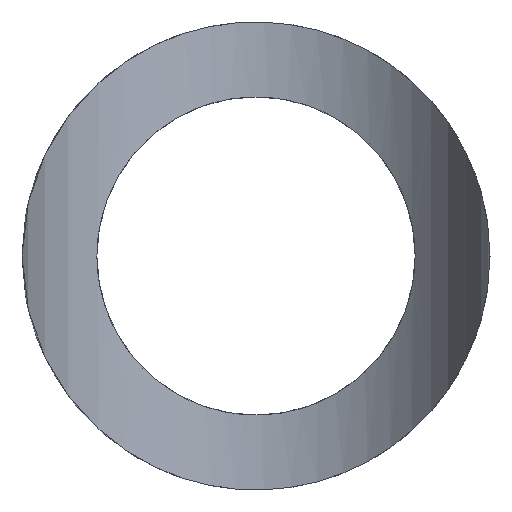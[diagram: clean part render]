
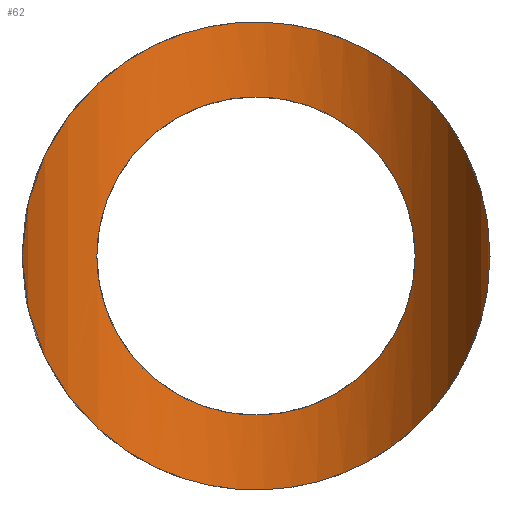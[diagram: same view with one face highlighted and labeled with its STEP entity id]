
A CAD part, left-side view. The second image highlights one B-rep face of the part: STEP entity #62.
In plain terms, the highlighted cylindrical face has radius 9.525 mm (diameter 19.05 mm), a partial arc.
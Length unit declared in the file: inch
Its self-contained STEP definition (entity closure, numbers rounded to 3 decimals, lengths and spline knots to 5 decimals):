
#15=B_SPLINE_CURVE_WITH_KNOTS('',3,(#111,#112,#113,#114,#115,#116,#117,
#118,#119,#120,#121,#122,#123,#124,#125,#126,#127,#128,#129,#130,#131,#132,
#133,#134,#135,#136,#137,#138,#139,#140,#141,#142,#143,#144),
 .UNSPECIFIED.,.T.,.F.,(4,2,2,2,2,2,2,2,2,2,2,2,2,2,2,2,4),(0.,0.25626,
0.51251,0.76564,1.01877,1.2719,1.52502,
1.78128,2.03754,2.2938,2.55005,2.80318,
3.05631,3.30943,3.56256,3.81882,4.07508),
 .UNSPECIFIED.);
#16=ELLIPSE('',#76,0.53033,0.375);
#17=ELLIPSE('',#77,0.53033,0.375);
#19=CYLINDRICAL_SURFACE('',#78,0.375);
#23=FACE_BOUND('',#34,.T.);
#27=FACE_OUTER_BOUND('',#33,.T.);
#33=EDGE_LOOP('',(#54,#55));
#34=EDGE_LOOP('',(#56));
#41=VERTEX_POINT('',#105);
#42=VERTEX_POINT('',#106);
#43=VERTEX_POINT('',#110);
#46=EDGE_CURVE('',#41,#42,#16,.T.);
#47=EDGE_CURVE('',#41,#42,#17,.T.);
#48=EDGE_CURVE('',#43,#43,#15,.T.);
#54=ORIENTED_EDGE('',*,*,#46,.T.);
#55=ORIENTED_EDGE('',*,*,#47,.F.);
#56=ORIENTED_EDGE('',*,*,#48,.T.);
#62=ADVANCED_FACE('',(#27,#23),#19,.F.);
#76=AXIS2_PLACEMENT_3D('',#107,#90,#91);
#77=AXIS2_PLACEMENT_3D('',#108,#92,#93);
#78=AXIS2_PLACEMENT_3D('',#109,#94,#95);
#90=DIRECTION('center_axis',(-0.707,0.,-0.707));
#91=DIRECTION('ref_axis',(0.707,0.,-0.707));
#92=DIRECTION('center_axis',(0.707,0.,-0.707));
#93=DIRECTION('ref_axis',(0.707,0.,0.707));
#94=DIRECTION('center_axis',(0.,0.,1.));
#95=DIRECTION('ref_axis',(0.,-1.,0.));
#105=CARTESIAN_POINT('',(-16.375,0.375,0.));
#106=CARTESIAN_POINT('',(-16.375,-0.375,0.));
#107=CARTESIAN_POINT('Origin',(-16.375,0.,0.));
#108=CARTESIAN_POINT('Origin',(-16.375,0.,0.));
#109=CARTESIAN_POINT('Origin',(-16.375,0.,-2.691));
#110=CARTESIAN_POINT('',(-16.10005,0.255,0.));
#111=CARTESIAN_POINT('Ctrl Pts',(-16.10005,0.255,0.));
#112=CARTESIAN_POINT('Ctrl Pts',(-16.10005,0.255,0.03363));
#113=CARTESIAN_POINT('Ctrl Pts',(-16.09325,0.24805,0.06809));
#114=CARTESIAN_POINT('Ctrl Pts',(-16.07216,0.2218,0.13026));
#115=CARTESIAN_POINT('Ctrl Pts',(-16.05835,0.20248,0.15814));
#116=CARTESIAN_POINT('Ctrl Pts',(-16.03419,0.15841,0.20221));
#117=CARTESIAN_POINT('Ctrl Pts',(-16.02194,0.13048,0.22171));
#118=CARTESIAN_POINT('Ctrl Pts',(-16.00478,0.06791,0.24812));
#119=CARTESIAN_POINT('Ctrl Pts',(-16.,0.03322,0.255));
#120=CARTESIAN_POINT('Ctrl Pts',(-16.,-0.03322,0.255));
#121=CARTESIAN_POINT('Ctrl Pts',(-16.00478,-0.06791,
0.24812));
#122=CARTESIAN_POINT('Ctrl Pts',(-16.02194,-0.13048,0.22171));
#123=CARTESIAN_POINT('Ctrl Pts',(-16.03419,-0.15841,0.20221));
#124=CARTESIAN_POINT('Ctrl Pts',(-16.05835,-0.20248,0.15814));
#125=CARTESIAN_POINT('Ctrl Pts',(-16.07216,-0.2218,0.13026));
#126=CARTESIAN_POINT('Ctrl Pts',(-16.09325,-0.24805,0.06809));
#127=CARTESIAN_POINT('Ctrl Pts',(-16.10005,-0.255,0.03363));
#128=CARTESIAN_POINT('Ctrl Pts',(-16.10005,-0.255,-0.03363));
#129=CARTESIAN_POINT('Ctrl Pts',(-16.09325,-0.24805,-0.06809));
#130=CARTESIAN_POINT('Ctrl Pts',(-16.07216,-0.2218,-0.13026));
#131=CARTESIAN_POINT('Ctrl Pts',(-16.05835,-0.20248,-0.15814));
#132=CARTESIAN_POINT('Ctrl Pts',(-16.03419,-0.15841,-0.20221));
#133=CARTESIAN_POINT('Ctrl Pts',(-16.02194,-0.13048,-0.22171));
#134=CARTESIAN_POINT('Ctrl Pts',(-16.00478,-0.06791,
-0.24812));
#135=CARTESIAN_POINT('Ctrl Pts',(-16.,-0.03322,-0.255));
#136=CARTESIAN_POINT('Ctrl Pts',(-16.,0.03322,-0.255));
#137=CARTESIAN_POINT('Ctrl Pts',(-16.00478,0.06791,-0.24812));
#138=CARTESIAN_POINT('Ctrl Pts',(-16.02194,0.13048,-0.22171));
#139=CARTESIAN_POINT('Ctrl Pts',(-16.03419,0.15841,-0.20221));
#140=CARTESIAN_POINT('Ctrl Pts',(-16.05835,0.20248,-0.15814));
#141=CARTESIAN_POINT('Ctrl Pts',(-16.07216,0.2218,-0.13026));
#142=CARTESIAN_POINT('Ctrl Pts',(-16.09325,0.24805,-0.06809));
#143=CARTESIAN_POINT('Ctrl Pts',(-16.10005,0.255,-0.03363));
#144=CARTESIAN_POINT('Ctrl Pts',(-16.10005,0.255,0.));
